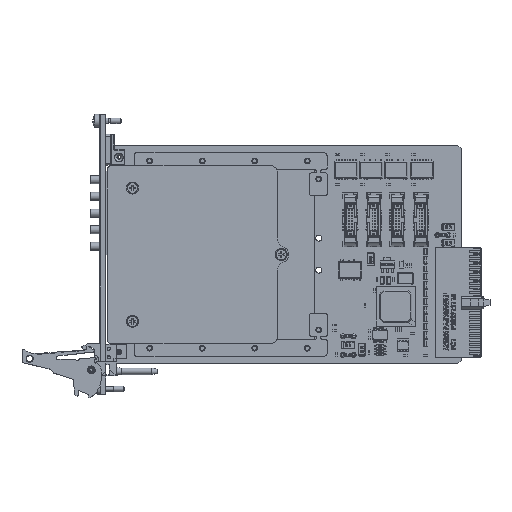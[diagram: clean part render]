
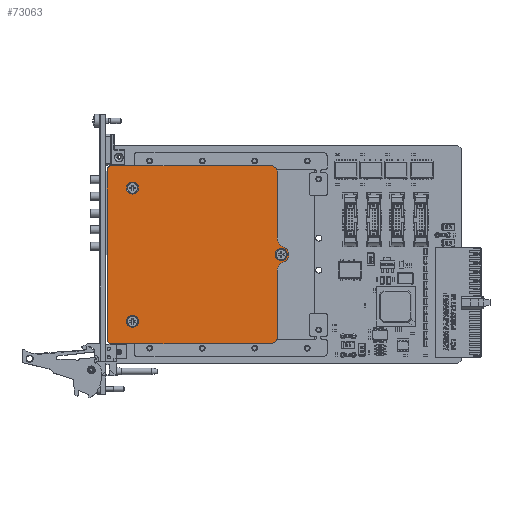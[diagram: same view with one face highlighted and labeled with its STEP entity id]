
A CAD part, top view. The second image highlights one B-rep face of the part: STEP entity #73063.
In plain terms, the highlighted planar face has unit normal (0, 0, 1).
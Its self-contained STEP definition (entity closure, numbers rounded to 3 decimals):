
#44525 = ORIENTED_EDGE ( 'NONE', *, *, #197698, .F. ) ;
#44528 = ORIENTED_EDGE ( 'NONE', *, *, #197695, .F. ) ;
#44531 = ORIENTED_EDGE ( 'NONE', *, *, #197691, .F. ) ;
#44534 = ORIENTED_EDGE ( 'NONE', *, *, #197686, .T. ) ;
#44536 = ORIENTED_EDGE ( 'NONE', *, *, #197680, .T. ) ;
#44539 = ORIENTED_EDGE ( 'NONE', *, *, #197700, .F. ) ;
#44542 = ORIENTED_EDGE ( 'NONE', *, *, #197664, .F. ) ;
#44545 = ORIENTED_EDGE ( 'NONE', *, *, #197658, .F. ) ;
#44548 = ORIENTED_EDGE ( 'NONE', *, *, #197653, .F. ) ;
#44550 = ORIENTED_EDGE ( 'NONE', *, *, #197649, .F. ) ;
#44553 = ORIENTED_EDGE ( 'NONE', *, *, #197702, .T. ) ;
#44556 = ORIENTED_EDGE ( 'NONE', *, *, #197639, .T. ) ;
#44559 = ORIENTED_EDGE ( 'NONE', *, *, #197636, .T. ) ;
#44562 = ORIENTED_EDGE ( 'NONE', *, *, #197704, .T. ) ;
#44564 = ORIENTED_EDGE ( 'NONE', *, *, #197674, .T. ) ;
#73063 = ADVANCED_FACE ( 'NONE', ( #178791, #178806, #178795, #178802 ), #204071, .F. ) ;
#117076 = AXIS2_PLACEMENT_3D ( 'NONE', #209255, #209257, #209259 ) ;
#117081 = AXIS2_PLACEMENT_3D ( 'NONE', #209279, #209280, #209281 ) ;
#117093 = AXIS2_PLACEMENT_3D ( 'NONE', #209292, #209293, #209294 ) ;
#117104 = AXIS2_PLACEMENT_3D ( 'NONE', #209304, #209305, #209307 ) ;
#117119 = AXIS2_PLACEMENT_3D ( 'NONE', #209324, #209325, #209326 ) ;
#117130 = AXIS2_PLACEMENT_3D ( 'NONE', #209335, #209337, #209339 ) ;
#117141 = AXIS2_PLACEMENT_3D ( 'NONE', #209351, #209352, #209354 ) ;
#117153 = AXIS2_PLACEMENT_3D ( 'NONE', #209359, #209360, #209361 ) ;
#117164 = AXIS2_PLACEMENT_3D ( 'NONE', #209370, #209371, #209372 ) ;
#117169 = AXIS2_PLACEMENT_3D ( 'NONE', #209375, #209376, #209377 ) ;
#126165 = CARTESIAN_POINT ( 'NONE',  ( -13.988, 45.32, 9.345 ) ) ;
#126170 = CARTESIAN_POINT ( 'NONE',  ( -88.639, 43.32, 9.345 ) ) ;
#126316 = CARTESIAN_POINT ( 'NONE',  ( -10.988, -33.08, 9.345 ) ) ;
#126319 = CARTESIAN_POINT ( 'NONE',  ( -13.988, -36.08, 9.345 ) ) ;
#126333 = CARTESIAN_POINT ( 'NONE',  ( -86.639, -36.08, 9.345 ) ) ;
#126357 = CARTESIAN_POINT ( 'NONE',  ( -88.639, -34.08, 9.345 ) ) ;
#126361 = CARTESIAN_POINT ( 'NONE',  ( -10.988, -3.27, 9.345 ) ) ;
#126367 = CARTESIAN_POINT ( 'NONE',  ( -7.847, 1.371, 9.345 ) ) ;
#126372 = CARTESIAN_POINT ( 'NONE',  ( -86.639, 45.32, 9.345 ) ) ;
#126374 = CARTESIAN_POINT ( 'NONE',  ( -7.847, 7.869, 9.345 ) ) ;
#126386 = CARTESIAN_POINT ( 'NONE',  ( -10.988, 12.511, 9.345 ) ) ;
#126409 = CARTESIAN_POINT ( 'NONE',  ( -10.988, 42.32, 9.345 ) ) ;
#136549 = CARTESIAN_POINT ( 'NONE',  ( -6.399, 4.62, 9.345 ) ) ;
#136552 = CARTESIAN_POINT ( 'NONE',  ( -74.395, 35.058, 9.345 ) ) ;
#136555 = CARTESIAN_POINT ( 'NONE',  ( -74.395, -25.862, 9.345 ) ) ;
#139324 = VERTEX_POINT ( 'NONE', #136549 ) ;
#139328 = VERTEX_POINT ( 'NONE', #136552 ) ;
#139335 = VERTEX_POINT ( 'NONE', #136555 ) ;
#174007 = AXIS2_PLACEMENT_3D ( 'NONE', #204118, #204123, #204127 ) ;
#178791 = FACE_BOUND ( 'NONE', #228204, .T. ) ;
#178795 = FACE_BOUND ( 'NONE', #228207, .T. ) ;
#178802 = FACE_OUTER_BOUND ( 'NONE', #228208, .T. ) ;
#178806 = FACE_BOUND ( 'NONE', #228203, .T. ) ;
#197636 = EDGE_CURVE ( 'NONE', #227928, #227643, #208184, .T. ) ;
#197639 = EDGE_CURVE ( 'NONE', #227639, #227928, #208186, .T. ) ;
#197649 = EDGE_CURVE ( 'NONE', #227986, #227943, #208207, .T. ) ;
#197653 = EDGE_CURVE ( 'NONE', #227943, #227931, #208209, .T. ) ;
#197658 = EDGE_CURVE ( 'NONE', #227931, #227922, #208219, .T. ) ;
#197664 = EDGE_CURVE ( 'NONE', #227922, #227912, #208226, .T. ) ;
#197674 = EDGE_CURVE ( 'NONE', #227906, #227882, #208231, .T. ) ;
#197680 = EDGE_CURVE ( 'NONE', #227869, #227867, #208240, .T. ) ;
#197686 = EDGE_CURVE ( 'NONE', #227882, #227869, #208249, .T. ) ;
#197691 = EDGE_CURVE ( 'NONE', #139324, #139324, #208261, .T. ) ;
#197695 = EDGE_CURVE ( 'NONE', #139328, #139328, #208264, .T. ) ;
#197698 = EDGE_CURVE ( 'NONE', #139335, #139335, #208268, .T. ) ;
#197700 = EDGE_CURVE ( 'NONE', #227912, #227867, #208257, .T. ) ;
#197702 = EDGE_CURVE ( 'NONE', #227986, #227639, #208259, .T. ) ;
#197704 = EDGE_CURVE ( 'NONE', #227643, #227906, #208273, .T. ) ;
#204071 = PLANE ( 'NONE',  #174007 ) ;
#204118 = CARTESIAN_POINT ( 'NONE',  ( -86.639, 43.32, 9.345 ) ) ;
#204123 = DIRECTION ( 'NONE',  ( 0., 0., -1. ) ) ;
#204127 = DIRECTION ( 'NONE',  ( -1., 0., 0. ) ) ;
#208184 = CIRCLE ( 'NONE', #117076, 2. ) ;
#208186 = LINE ( 'NONE', #209260, #208193 ) ;
#208193 = VECTOR ( 'NONE', #209261, 1000. ) ;
#208207 = LINE ( 'NONE', #209263, #208212 ) ;
#208209 = CIRCLE ( 'NONE', #117081, 5. ) ;
#208212 = VECTOR ( 'NONE', #209274, 1000. ) ;
#208219 = CIRCLE ( 'NONE', #117093, 3.5 ) ;
#208226 = CIRCLE ( 'NONE', #117104, 5. ) ;
#208231 = CIRCLE ( 'NONE', #117119, 2. ) ;
#208240 = CIRCLE ( 'NONE', #117130, 3. ) ;
#208249 = LINE ( 'NONE', #209342, #208255 ) ;
#208255 = VECTOR ( 'NONE', #209343, 1000. ) ;
#208257 = LINE ( 'NONE', #209355, #208272 ) ;
#208259 = CIRCLE ( 'NONE', #117169, 3. ) ;
#208261 = CIRCLE ( 'NONE', #117141, 2.75 ) ;
#208264 = CIRCLE ( 'NONE', #117153, 2.75 ) ;
#208268 = CIRCLE ( 'NONE', #117164, 2.75 ) ;
#208272 = VECTOR ( 'NONE', #209373, 1000. ) ;
#208273 = LINE ( 'NONE', #209362, #208274 ) ;
#208274 = VECTOR ( 'NONE', #209374, 1000. ) ;
#209255 = CARTESIAN_POINT ( 'NONE',  ( -86.639, 43.32, 9.345 ) ) ;
#209257 = DIRECTION ( 'NONE',  ( 0., 0., 1. ) ) ;
#209259 = DIRECTION ( 'NONE',  ( -1., 0., 0. ) ) ;
#209260 = CARTESIAN_POINT ( 'NONE',  ( 4.061, 45.32, 9.345 ) ) ;
#209261 = DIRECTION ( 'NONE',  ( -1., 0., 0. ) ) ;
#209263 = CARTESIAN_POINT ( 'NONE',  ( -10.988, 45.32, 9.345 ) ) ;
#209274 = DIRECTION ( 'NONE',  ( 0., -1., 0. ) ) ;
#209279 = CARTESIAN_POINT ( 'NONE',  ( -5.988, 12.511, 9.345 ) ) ;
#209280 = DIRECTION ( 'NONE',  ( 0., 0., 1. ) ) ;
#209281 = DIRECTION ( 'NONE',  ( -1., 0., 0. ) ) ;
#209292 = CARTESIAN_POINT ( 'NONE',  ( -9.149, 4.62, 9.345 ) ) ;
#209293 = DIRECTION ( 'NONE',  ( 0., 0., -1. ) ) ;
#209294 = DIRECTION ( 'NONE',  ( 1., 0., 0. ) ) ;
#209304 = CARTESIAN_POINT ( 'NONE',  ( -5.988, -3.27, 9.345 ) ) ;
#209305 = DIRECTION ( 'NONE',  ( 0., 0., 1. ) ) ;
#209307 = DIRECTION ( 'NONE',  ( 1., 0., 0. ) ) ;
#209324 = CARTESIAN_POINT ( 'NONE',  ( -86.639, -34.08, 9.345 ) ) ;
#209325 = DIRECTION ( 'NONE',  ( 0., 0., 1. ) ) ;
#209326 = DIRECTION ( 'NONE',  ( 1., 0., 0. ) ) ;
#209335 = CARTESIAN_POINT ( 'NONE',  ( -13.988, -33.08, 9.345 ) ) ;
#209337 = DIRECTION ( 'NONE',  ( 0., 0., 1. ) ) ;
#209339 = DIRECTION ( 'NONE',  ( -1., 0., 0. ) ) ;
#209342 = CARTESIAN_POINT ( 'NONE',  ( -86.639, -36.08, 9.345 ) ) ;
#209343 = DIRECTION ( 'NONE',  ( 1., 0., 0. ) ) ;
#209351 = CARTESIAN_POINT ( 'NONE',  ( -9.149, 4.62, 9.345 ) ) ;
#209352 = DIRECTION ( 'NONE',  ( 0., 0., 1. ) ) ;
#209354 = DIRECTION ( 'NONE',  ( 1., 0., 0. ) ) ;
#209355 = CARTESIAN_POINT ( 'NONE',  ( -10.988, -3.27, 9.345 ) ) ;
#209359 = CARTESIAN_POINT ( 'NONE',  ( -77.145, 35.058, 9.345 ) ) ;
#209360 = DIRECTION ( 'NONE',  ( 0., 0., 1. ) ) ;
#209361 = DIRECTION ( 'NONE',  ( 1., 0., 0. ) ) ;
#209362 = CARTESIAN_POINT ( 'NONE',  ( -88.639, 43.32, 9.345 ) ) ;
#209370 = CARTESIAN_POINT ( 'NONE',  ( -77.145, -25.862, 9.345 ) ) ;
#209371 = DIRECTION ( 'NONE',  ( 0., 0., 1. ) ) ;
#209372 = DIRECTION ( 'NONE',  ( 1., 0., 0. ) ) ;
#209373 = DIRECTION ( 'NONE',  ( 0., -1., 0. ) ) ;
#209374 = DIRECTION ( 'NONE',  ( 0., -1., 0. ) ) ;
#209375 = CARTESIAN_POINT ( 'NONE',  ( -13.988, 42.32, 9.345 ) ) ;
#209376 = DIRECTION ( 'NONE',  ( 0., 0., 1. ) ) ;
#209377 = DIRECTION ( 'NONE',  ( -1., 0., 0. ) ) ;
#227639 = VERTEX_POINT ( 'NONE', #126165 ) ;
#227643 = VERTEX_POINT ( 'NONE', #126170 ) ;
#227867 = VERTEX_POINT ( 'NONE', #126316 ) ;
#227869 = VERTEX_POINT ( 'NONE', #126319 ) ;
#227882 = VERTEX_POINT ( 'NONE', #126333 ) ;
#227906 = VERTEX_POINT ( 'NONE', #126357 ) ;
#227912 = VERTEX_POINT ( 'NONE', #126361 ) ;
#227922 = VERTEX_POINT ( 'NONE', #126367 ) ;
#227928 = VERTEX_POINT ( 'NONE', #126372 ) ;
#227931 = VERTEX_POINT ( 'NONE', #126374 ) ;
#227943 = VERTEX_POINT ( 'NONE', #126386 ) ;
#227986 = VERTEX_POINT ( 'NONE', #126409 ) ;
#228203 = EDGE_LOOP ( 'NONE', ( #44528 ) ) ;
#228204 = EDGE_LOOP ( 'NONE', ( #44525 ) ) ;
#228207 = EDGE_LOOP ( 'NONE', ( #44531 ) ) ;
#228208 = EDGE_LOOP ( 'NONE', ( #44534, #44536, #44539, #44542, #44545, #44548, #44550, #44553, #44556, #44559, #44562, #44564 ) ) ;
